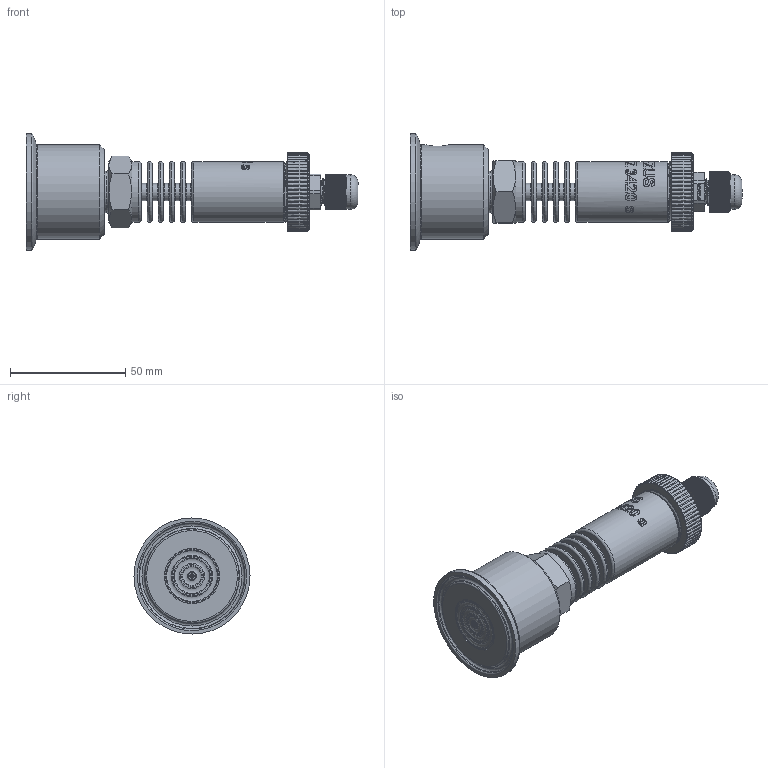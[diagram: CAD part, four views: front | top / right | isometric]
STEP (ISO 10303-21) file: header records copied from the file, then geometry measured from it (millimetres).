
FILE_DESCRIPTION(/* description */ (''),/* implementation_level */ '2;1');
FILE_NAME(/* name */ 'APZ3420s_ClampD1''_radiator_2.step',/* time_stamp */ '2021-07-08T13:59:41+03:00',/* author */ (''),/* organization */ (''),/* preprocessor_version */ 'ST-DEVELOPER v18.1',/* originating_system */ 'Autodesk Translation Framework v10.9.0.1377',/* authorisation */ '');
FILE_SCHEMA (('AUTOMOTIVE_DESIGN { 1 0 10303 214 3 1 1 }'));
Products named in the file (9): АПЗ 3420S заполненная; OMAL nut M27x1.5; Ш100.000.001; M12x1.5 Cable gland; Cable gland; Rubber gasket; M12 Domed nut; G1\2EN radiator; Clamp DN1 diaphragm 24 v2
Assembly tree (8 placements, depth 3):
  АПЗ 3420S заполненная
    OMAL nut M27x1.5
    Ш100.000.001
    M12x1.5 Cable gland
      Cable gland
      Rubber gasket
      M12 Domed nut
    G1\2EN radiator
    Clamp DN1 diaphragm 24 v2
Bounding box: 144.33 x 50.5 x 50.5 mm (x, y, z)
Volume: 92634 mm3; surface area: 35644 mm2
Topology: 8 solids, 8 shells, 2811 faces, 8200 edges, 5466 vertices
Faces by surface type: plane 1505, cylinder 801, bspline 434, torus 38, cone 32, sphere 1
Full cylindrical faces by diameter (mm): 1 x6, 2 x1, 3 x1, 3.3 x1, 5 x1, 6 x3, 7.5 x6, 8 x1, 9.976 x5, 10 x6, 10.376 x4, 10.526 x3, 11.6 x4, 12 x5, 12.203 x3, 12.6 x1, 15 x1, 16.7 x1, 17 x1, 17.5 x1, 18 x1, 18.631 x6, 20.955 x7, 21.4 x2, 22 x1, 22.3 x1, 22.5 x1, 23.8 x1, 24 x1, 24.5 x1
Entity records: 125251 total; most frequent: CARTESIAN_POINT 54048, ORIENTED_EDGE 16398, DIRECTION 12856, EDGE_CURVE 8199, VERTEX_POINT 5466, LINE 4362, VECTOR 4362, AXIS2_PLACEMENT_3D 4247
